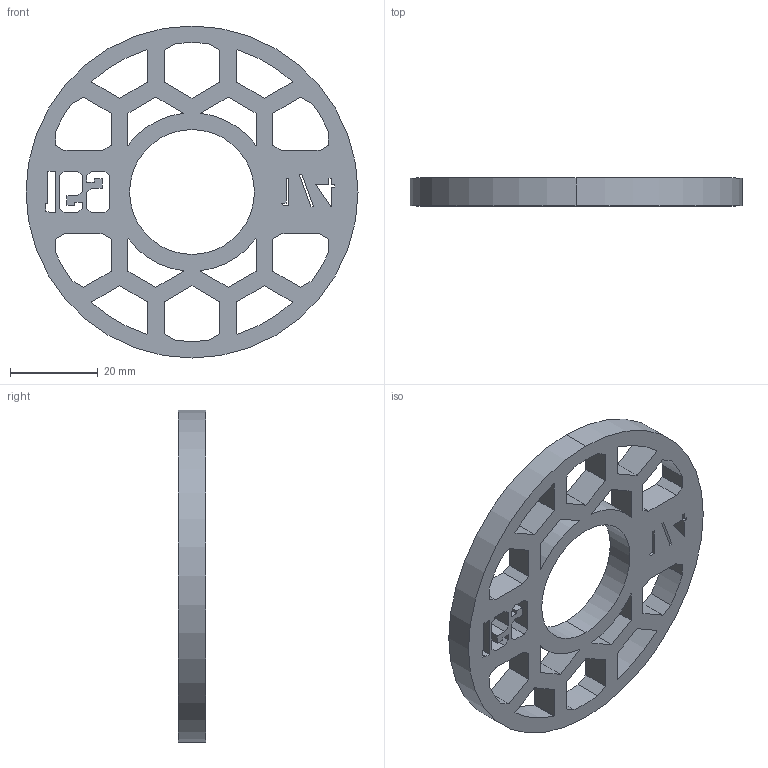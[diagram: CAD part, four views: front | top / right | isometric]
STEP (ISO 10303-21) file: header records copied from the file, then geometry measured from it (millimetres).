
FILE_DESCRIPTION (( 'STEP AP214' ), '1' );
FILE_NAME ('3in_Spacer_0.250.STEP', '2021-05-03T16:25:15', ( '' ), ( '' ), 'SwSTEP 2.0', 'SolidWorks 2019', '' );
FILE_SCHEMA (( 'AUTOMOTIVE_DESIGN' ));
Length unit declared in the file: inch
Products named in the file (1): 3in_Spacer_0.250
Bounding box: 75.69 x 6.35 x 75.69 mm (x, y, z)
Volume: 15564.1 mm3; surface area: 11383 mm2
Topology: 1 solids, 1 shells, 158 faces, 468 edges, 312 vertices
Faces by surface type: plane 139, cylinder 19
Entity records: 5334 total; most frequent: CARTESIAN_POINT 939, ORIENTED_EDGE 936, DIRECTION 824, EDGE_CURVE 468, LINE 430, VECTOR 430, VERTEX_POINT 312, EDGE_LOOP 200
